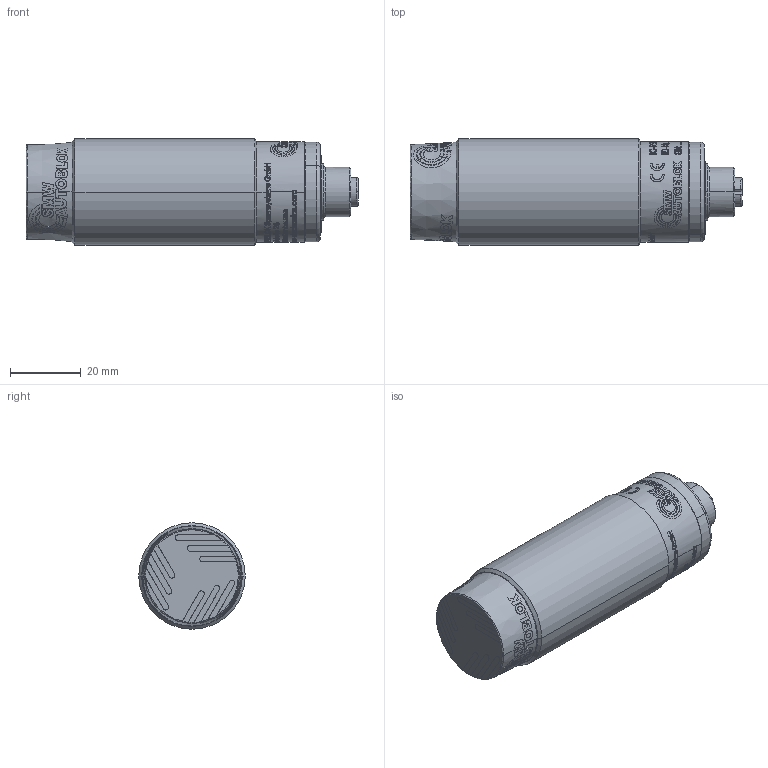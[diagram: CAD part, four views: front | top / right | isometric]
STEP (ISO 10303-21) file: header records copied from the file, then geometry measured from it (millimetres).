
FILE_DESCRIPTION (( 'STEP AP203' ), '1' );
FILE_NAME ('K0E011605_IC-REMOTE M30_zum_Versenden.STEP', '2023-10-05T12:26:49', ( '' ), ( '' ), 'SwSTEP 2.0', 'SolidWorks 2021', '' );
FILE_SCHEMA (( 'CONFIG_CONTROL_DESIGN' ));
Length unit declared in the file: millimetre
Products named in the file (10): 0E012263_GEHÄUSEVERSCHRAUBUNG; 015822_O-RING 800X 15_8,3x10,9 radial; 0E011416_KUPFERRING M30; 0E012581_GEWINDEHÜLSE M30 KPL._0E011605Remote; 0E012231_FRONTKAPPE M30_Standard<Wie bearbeitet>; 210862_EINBAUSTECKVERBINDER; 0E012232_EINPRESSDECKEL M30_Standard<Wie bearbeitet>; K0E011605_IC-REMOTE M30_zum_Versenden; 210835_LED LICHTLEITER; 0E012582_GEWINDEHÜLSE M30_0E011605 Beschriftung REMOTE M30 1XIOL
Assembly tree (17 placements, depth 3):
  K0E011605_IC-REMOTE M30_zum_Versenden
    210835_LED LICHTLEITER  x9
    0E012231_FRONTKAPPE M30_Standard<Wie bearbeitet>
    0E012581_GEWINDEHÜLSE M30 KPL._0E011605Remote
      0E012582_GEWINDEHÜLSE M30_0E011605 Beschriftung REMOTE M30 1XIOL
      0E011416_KUPFERRING M30
    0E012232_EINPRESSDECKEL M30_Standard<Wie bearbeitet>
    0E012263_GEHÄUSEVERSCHRAUBUNG
    210862_EINBAUSTECKVERBINDER
    015822_O-RING 800X 15_8,3x10,9 radial
Bounding box: 93.6 x 30 x 30 mm (x, y, z)
Volume: 13982.4 mm3; surface area: 31491.6 mm2
Topology: 16 solids, 16 shells, 3563 faces, 9561 edges, 6339 vertices
Faces by surface type: bspline 1845, plane 1080, cylinder 455, cone 148, torus 35
Entity records: 203084 total; most frequent: CARTESIAN_POINT 131030, ORIENTED_EDGE 18578, EDGE_CURVE 9289, DIRECTION 8082, VERTEX_POINT 6163, B_SPLINE_CURVE_WITH_KNOTS 5718, EDGE_LOOP 3734, ADVANCED_FACE 3419
